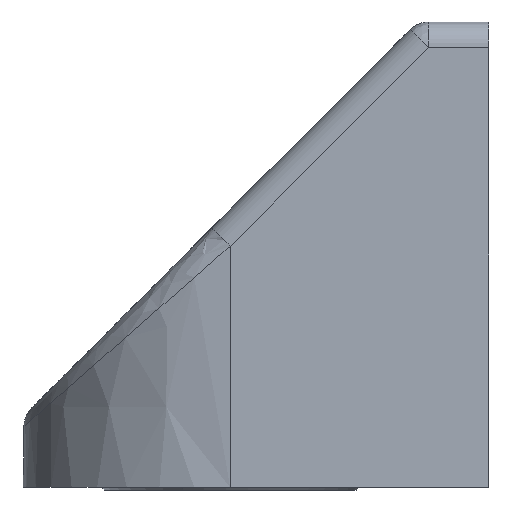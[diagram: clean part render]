
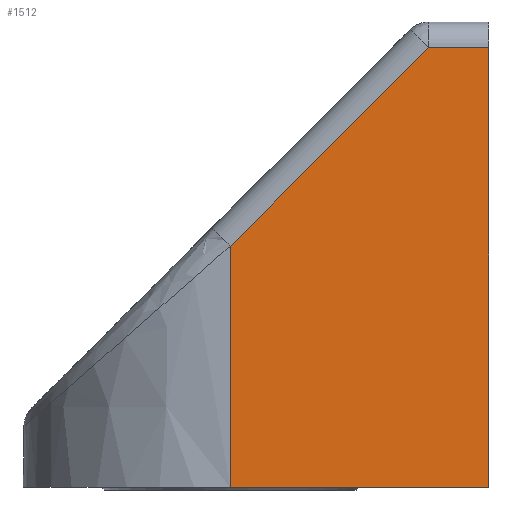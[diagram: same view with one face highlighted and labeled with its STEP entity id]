
A CAD part, front view. The second image highlights one B-rep face of the part: STEP entity #1512.
In plain terms, the highlighted planar face has unit normal (0, -1, 0.009).
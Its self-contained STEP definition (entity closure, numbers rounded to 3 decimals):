
#24 = VECTOR ( 'NONE', #1009, 1000. ) ;
#32 = CARTESIAN_POINT ( 'NONE',  ( 20., -16., 0. ) ) ;
#101 = CARTESIAN_POINT ( 'NONE',  ( 0., -15.837, 18.665 ) ) ;
#106 = DIRECTION ( 'NONE',  ( -0.707, -0.006, -0.707 ) ) ;
#111 = CARTESIAN_POINT ( 'NONE',  ( 15.352, -15.703, 34.017 ) ) ;
#137 = ORIENTED_EDGE ( 'NONE', *, *, #1609, .T. ) ;
#230 = VECTOR ( 'NONE', #1501, 1000. ) ;
#379 = DIRECTION ( 'NONE',  ( 0., -0.009, -1. ) ) ;
#380 = DIRECTION ( 'NONE',  ( 0., -1., 0.009 ) ) ;
#383 = CARTESIAN_POINT ( 'NONE',  ( 20., -16., 0. ) ) ;
#402 = FACE_OUTER_BOUND ( 'NONE', #639, .T. ) ;
#639 = EDGE_LOOP ( 'NONE', ( #137, #1599, #1357, #1261, #1256 ) ) ;
#710 = PLANE ( 'NONE',  #1120 ) ;
#930 = VERTEX_POINT ( 'NONE', #2109 ) ;
#1009 = DIRECTION ( 'NONE',  ( 0., 0.009, 1. ) ) ;
#1011 = CARTESIAN_POINT ( 'NONE',  ( 20., -16., 0. ) ) ;
#1043 = VERTEX_POINT ( 'NONE', #1683 ) ;
#1120 = AXIS2_PLACEMENT_3D ( 'NONE', #383, #380, #379 ) ;
#1127 = VERTEX_POINT ( 'NONE', #1663 ) ;
#1150 = VERTEX_POINT ( 'NONE', #1635 ) ;
#1153 = EDGE_CURVE ( 'NONE', #1595, #1043, #1685, .T. ) ;
#1256 = ORIENTED_EDGE ( 'NONE', *, *, #1153, .T. ) ;
#1261 = ORIENTED_EDGE ( 'NONE', *, *, #1587, .T. ) ;
#1317 = DIRECTION ( 'NONE',  ( 1., 0., 0. ) ) ;
#1324 = CARTESIAN_POINT ( 'NONE',  ( 0., -15.703, 34.017 ) ) ;
#1357 = ORIENTED_EDGE ( 'NONE', *, *, #1453, .F. ) ;
#1453 = EDGE_CURVE ( 'NONE', #1127, #1150, #1632, .T. ) ;
#1501 = DIRECTION ( 'NONE',  ( 1., 0., 0. ) ) ;
#1512 = ADVANCED_FACE ( 'NONE', ( #402 ), #710, .T. ) ;
#1587 = EDGE_CURVE ( 'NONE', #1127, #1595, #1961, .T. ) ;
#1595 = VERTEX_POINT ( 'NONE', #101 ) ;
#1599 = ORIENTED_EDGE ( 'NONE', *, *, #1716, .T. ) ;
#1609 = EDGE_CURVE ( 'NONE', #1043, #930, #1956, .T. ) ;
#1616 = DIRECTION ( 'NONE',  ( 0., -0.009, -1. ) ) ;
#1632 = LINE ( 'NONE', #1324, #1906 ) ;
#1635 = CARTESIAN_POINT ( 'NONE',  ( 20., -15.703, 34.017 ) ) ;
#1641 = CARTESIAN_POINT ( 'NONE',  ( 0., -16., 0. ) ) ;
#1663 = CARTESIAN_POINT ( 'NONE',  ( 15.352, -15.703, 34.017 ) ) ;
#1683 = CARTESIAN_POINT ( 'NONE',  ( 0., -16., 0. ) ) ;
#1685 = LINE ( 'NONE', #1641, #1701 ) ;
#1701 = VECTOR ( 'NONE', #1616, 1000. ) ;
#1716 = EDGE_CURVE ( 'NONE', #930, #1150, #2032, .T. ) ;
#1906 = VECTOR ( 'NONE', #1317, 1000. ) ;
#1956 = LINE ( 'NONE', #32, #230 ) ;
#1961 = LINE ( 'NONE', #111, #1975 ) ;
#1975 = VECTOR ( 'NONE', #106, 1000. ) ;
#2032 = LINE ( 'NONE', #1011, #24 ) ;
#2109 = CARTESIAN_POINT ( 'NONE',  ( 20., -16., 0. ) ) ;
